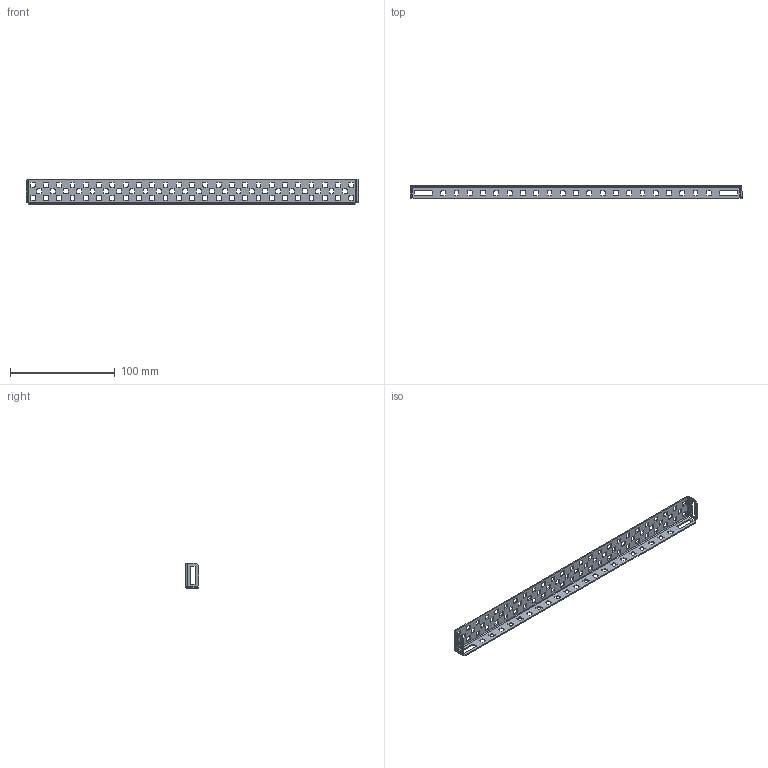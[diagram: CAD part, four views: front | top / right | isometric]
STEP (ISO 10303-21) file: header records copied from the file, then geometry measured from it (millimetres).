
FILE_DESCRIPTION (( 'STEP AP203' ), '1' );
FILE_NAME ('VL-RAIL-21-25 RevA.STEP', '2007-08-24T14:50:51', ( 'Innovation First, Inc.' ), ( 'Innovation First, Inc.' ), 'SwSTEP 2.0', 'SolidWorks 2006052', '' );
FILE_SCHEMA (( 'CONFIG_CONTROL_DESIGN' ));
Length unit declared in the file: inch
Products named in the file (1): VL-RAIL-21-25 RevA
Bounding box: 317.5 x 12.7 x 24.13 mm (x, y, z)
Volume: 10782.3 mm3; surface area: 21481.6 mm2
Topology: 1 solids, 1 shells, 828 faces, 2454 edges, 1628 vertices
Faces by surface type: plane 426, cylinder 402
Entity records: 28345 total; most frequent: DIRECTION 4916, CARTESIAN_POINT 4911, ORIENTED_EDGE 4908, EDGE_CURVE 2454, VECTOR 1650, LINE 1650, AXIS2_PLACEMENT_3D 1633, VERTEX_POINT 1628
